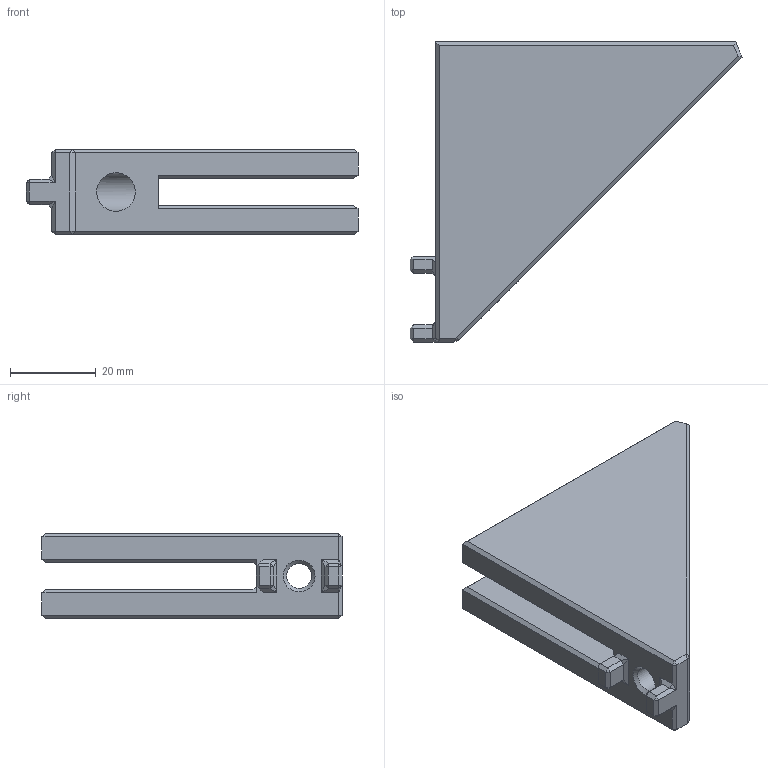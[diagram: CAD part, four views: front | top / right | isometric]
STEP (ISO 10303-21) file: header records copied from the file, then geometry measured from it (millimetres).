
FILE_DESCRIPTION(/* description */ (''),/* implementation_level */ '2;1');
FILE_NAME(/* name */ '2020 Side Bracket v3.step',/* time_stamp */ '2025-09-08T13:10:15-05:00',/* author */ (''),/* organization */ (''),/* preprocessor_version */ 'ST-DEVELOPER v20.1',/* originating_system */ 'Autodesk Translation Framework v14.10.0.0',/* authorisation */ '');
FILE_SCHEMA (('AUTOMOTIVE_DESIGN { 1 0 10303 214 3 1 1 }'));
Length unit declared in the file: millimetre
Products named in the file (2): 2020 Side Bracket; Side Bracket
Assembly tree (1 placements, depth 2):
  2020 Side Bracket
    Side Bracket
Bounding box: 77.46 x 70 x 20 mm (x, y, z)
Volume: 39785.9 mm3; surface area: 14385.1 mm2
Topology: 1 solids, 1 shells, 86 faces, 187 edges, 104 vertices
Faces by surface type: plane 82, cone 2, cylinder 2
Full cylindrical faces by diameter (mm): 5.8 x1, 9 x1
Entity records: 2285 total; most frequent: CARTESIAN_POINT 380, ORIENTED_EDGE 374, DIRECTION 371, EDGE_CURVE 187, LINE 181, VECTOR 181, VERTEX_POINT 104, AXIS2_PLACEMENT_3D 95
